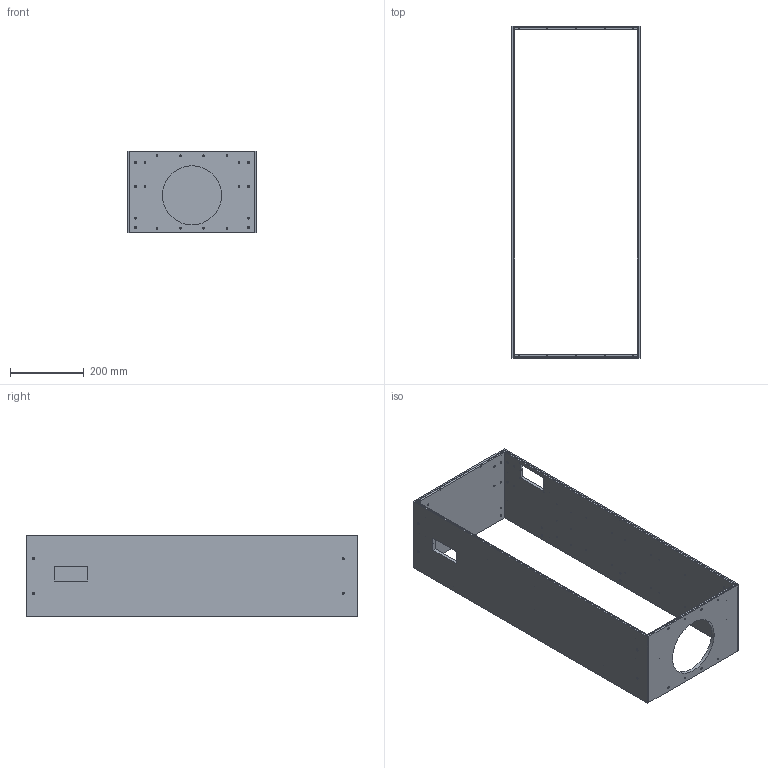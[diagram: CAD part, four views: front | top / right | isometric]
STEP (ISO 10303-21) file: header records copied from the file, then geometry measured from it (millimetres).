
FILE_DESCRIPTION(/* description */ ('STEP AP242','CAx-IF Rec.Pracs.---Representation and Presentation of Product Manufacturing Information (PMI)---4.0---2014-10-13','CAx-IF Rec.Pracs.---3D Tessellated Geometry---0.4---2014-09-14','2;1'),/* implementation_level */ '2;1');
FILE_NAME(/* name */ '668fedc3ba5ce773c4d06fe3',/* time_stamp */ '2024-07-11T14:35:48Z',/* author */ (''),/* organization */ (''),/* preprocessor_version */ 'ST-DEVELOPER v20',/* originating_system */ ' ',/* authorisation */ ' ');
FILE_SCHEMA (('AP242_MANAGED_MODEL_BASED_3D_ENGINEERING_MIM_LF { 1 0 10303 442 1 1 4 }'));
Length unit declared in the file: metre
Products named in the file (4): left wall; right wall; rear wall; front wall
Bounding box: 350 x 900 x 220 mm (x, y, z)
Volume: 4863853.5 mm3; surface area: 1119907 mm2
Topology: 4 solids, 4 shells, 321 faces, 939 edges, 626 vertices
Faces by surface type: cylinder 141, cone 132, plane 48
Full cylindrical faces by diameter (mm): 2.05 x50, 2.5 x6, 3.3 x12, 5 x64, 6.4 x8, 160 x1
Entity records: 7623 total; most frequent: DIRECTION 1334, CARTESIAN_POINT 1221, ORIENTED_EDGE 804, FACE_BOUND 748, EDGE_LOOP 616, AXIS2_PLACEMENT_3D 607, VERTEX_POINT 494, EDGE_CURVE 402
